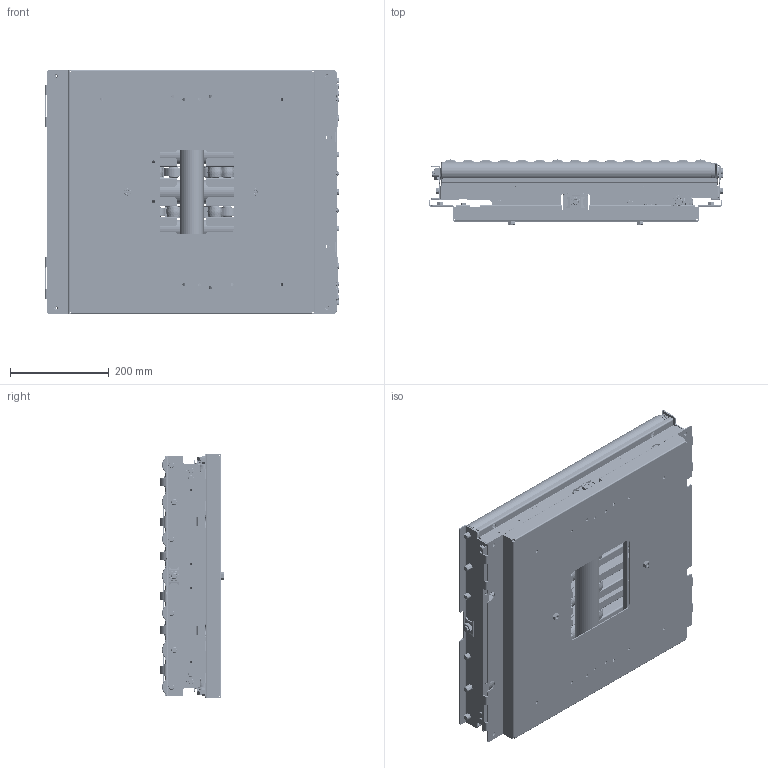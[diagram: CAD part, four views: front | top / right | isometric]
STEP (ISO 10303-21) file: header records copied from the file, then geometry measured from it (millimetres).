
FILE_DESCRIPTION(/* description */ (''),/* implementation_level */ '2;1');
FILE_NAME(/* name */ 'DDNX-566-SSS-100-0 F-RAT完成品_Shrinkwrap_1.stp',/* time_stamp */ '2019-04-11T17:44:16+09:00',/* author */ ('kaihatsu'),/* organization */ (''),/* preprocessor_version */ 'ST-DEVELOPER v16.1',/* originating_system */ 'Autodesk Inventor 2016',/* authorisation */ '');
FILE_SCHEMA (('AUTOMOTIVE_DESIGN { 1 0 10303 214 3 1 1 }'));
Products named in the file (1): DDNX-566-SSS-100-0 F-RAT完成品_Shrinkwr
ap_1
Bounding box: 596.5 x 131.5 x 495 mm (x, y, z)
Volume: 10372313.3 mm3; surface area: 3553768.5 mm2
Topology: 12 solids, 285 shells, 9895 faces, 25110 edges, 15803 vertices
Faces by surface type: plane 3704, cylinder 3687, torus 1686, cone 721, bspline 69, sphere 28
Full cylindrical faces by diameter (mm): 4 x8, 4.2 x68, 4.5 x20, 4.917 x4, 5 x8, 5.1 x36, 6 x201, 6.1 x68, 6.2 x8, 6.4 x8, 6.647 x6, 7 x40, 7.4 x68, 8 x6, 8.1 x4, 8.7 x8, 10 x276, 10.647 x2, 12 x12, 12.2 x7, 13.5 x2, 14 x136, 14.14 x4, 14.299 x1, 14.3 x1, 14.376 x1, 14.381 x1, 14.94 x2, 15 x17, 15.081 x1
Entity records: 296097 total; most frequent: CARTESIAN_POINT 56294, DIRECTION 49756, ORIENTED_EDGE 42436, EDGE_CURVE 21139, AXIS2_PLACEMENT_3D 19923, VERTEX_POINT 15467, EDGE_LOOP 15261, CIRCLE 10070
